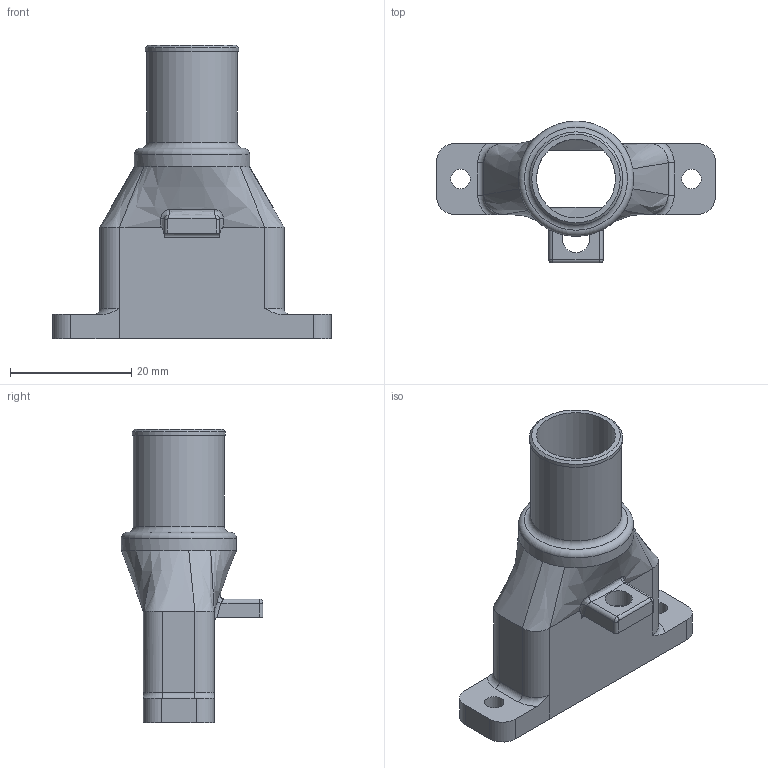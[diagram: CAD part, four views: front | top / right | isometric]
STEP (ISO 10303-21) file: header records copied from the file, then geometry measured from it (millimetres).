
FILE_DESCRIPTION(/* description */ (''),/* implementation_level */ '2;1');
FILE_NAME(/* name */ 'Goliath_Duct_back1 15mm (1) v2.step',/* time_stamp */ '2025-12-12T11:08:35+03:00',/* author */ (''),/* organization */ (''),/* preprocessor_version */ 'ST-DEVELOPER v20.1',/* originating_system */ 'Autodesk Translation Framework v14.21.0.0',/* authorisation */ '');
FILE_SCHEMA (('AUTOMOTIVE_DESIGN { 1 0 10303 214 3 1 1 }'));
Length unit declared in the file: millimetre
Products named in the file (1): Goliath_Duct_back1 15mm (1)
Bounding box: 46 x 23.35 x 48.39 mm (x, y, z)
Volume: 4396.1 mm3; surface area: 7003.6 mm2
Topology: 1 solids, 1 shells, 82 faces, 219 edges, 142 vertices
Faces by surface type: cylinder 31, plane 24, bspline 18, torus 8, cone 1
Full cylindrical faces by diameter (mm): 3.2 x2, 4.5 x1, 13 x1, 15 x2, 15.4 x1, 16.6 x1, 19 x1
Entity records: 9593 total; most frequent: CARTESIAN_POINT 7579, ORIENTED_EDGE 438, DIRECTION 373, EDGE_CURVE 219, VERTEX_POINT 142, AXIS2_PLACEMENT_3D 142, EDGE_LOOP 93, LINE 89
